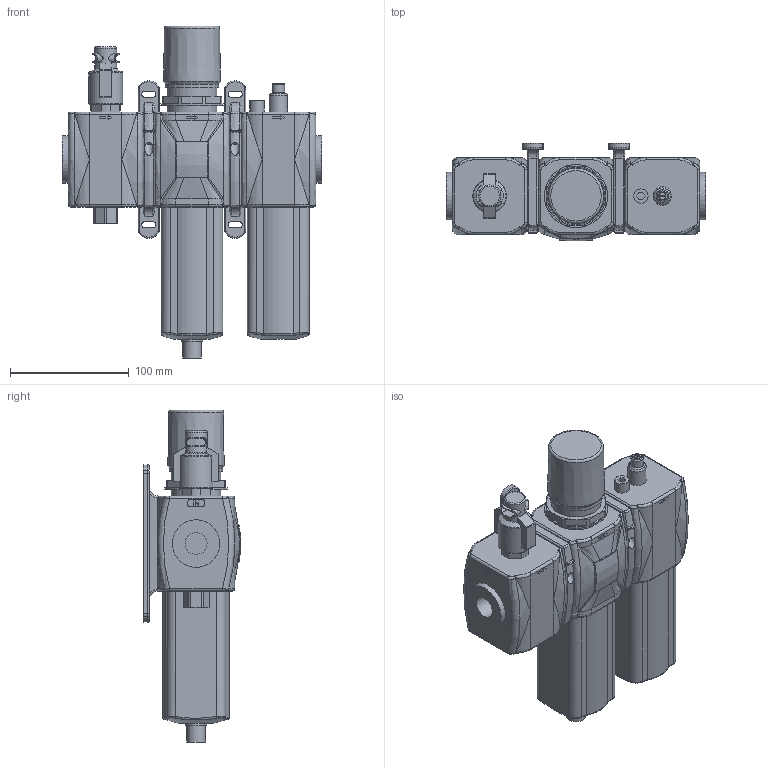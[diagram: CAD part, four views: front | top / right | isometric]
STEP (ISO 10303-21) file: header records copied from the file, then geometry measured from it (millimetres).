
FILE_DESCRIPTION(/* description */ ('Unknown'),/* implementation_level */ '2;1');
FILE_NAME(/* name */ 'GN173BVH@',/* time_stamp */ '2018-10-16T09:12:42-04:00',/* author */ ('Unknown'),/* organization */ ('Unknown'),/* preprocessor_version */ 'ST-DEVELOPER v16.7',/* originating_system */ 'DEX',/* authorisation */ $);
FILE_SCHEMA (('AUTOMOTIVE_DESIGN {1 0 10303 214 3 1 1}'));
Length unit declared in the file: millimetre
Products named in the file (5): GN173BVH@; #173BVL; T173Y; #173BEM##; #173BL#
Assembly tree (5 placements, depth 2):
  GN173BVH@
    #173BVL
    T173Y  x2
    #173BEM##
    #173BL#
Bounding box: 218.4 x 82.16 x 279.65 mm (x, y, z)
Volume: 1818186.7 mm3; surface area: 189466.2 mm2
Topology: 6 solids, 6 shells, 785 faces, 1932 edges, 1229 vertices
Faces by surface type: plane 340, cylinder 223, bspline 133, torus 70, cone 17, sphere 2
Full cylindrical faces by diameter (mm): 4.5 x1, 5.6 x1, 6 x1, 7.3 x2, 10.5 x1, 12 x2, 14.95 x1, 15.5 x1, 16 x1, 18 x1, 18.5 x1, 18.631 x6, 23.8 x3, 28.5 x1, 28.8 x3, 40 x8, 42 x2, 43 x1, 45 x1, 53 x1
Entity records: 28700 total; most frequent: CARTESIAN_POINT 8175, ORIENTED_EDGE 3420, DIRECTION 2888, EDGE_CURVE 1710, VERTEX_POINT 1120, AXIS2_PLACEMENT_3D 1005, LINE 878, VECTOR 878
